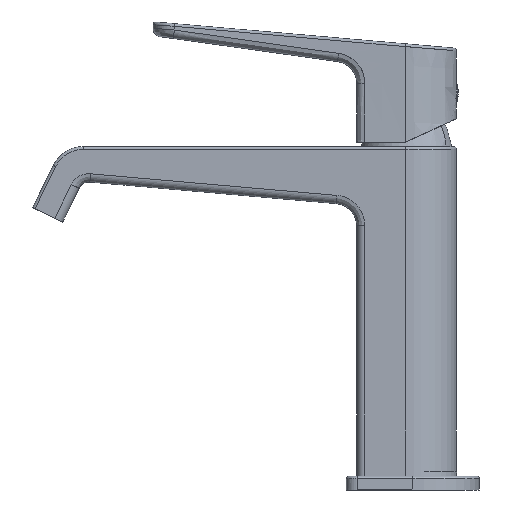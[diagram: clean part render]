
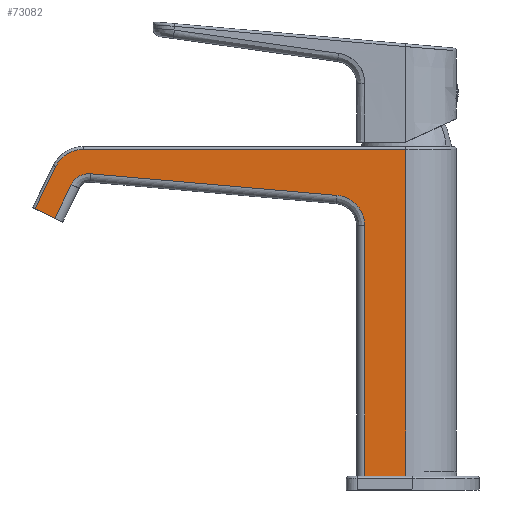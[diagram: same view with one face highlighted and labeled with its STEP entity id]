
A CAD part, left-side view. The second image highlights one B-rep face of the part: STEP entity #73082.
In plain terms, the highlighted planar face has unit normal (1, -0.018, 0).
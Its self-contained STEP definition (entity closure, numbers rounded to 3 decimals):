
#72941=CARTESIAN_POINT('Axis2P3D Location',(-39.769,-29.063,16.377)) ;
#72947=CARTESIAN_POINT('Control Point',(-37.429,105.039,125.556)) ;
#72948=CARTESIAN_POINT('Control Point',(-37.416,105.735,125.617)) ;
#72949=CARTESIAN_POINT('Control Point',(-37.404,106.439,125.591)) ;
#72950=CARTESIAN_POINT('Control Point',(-37.392,107.135,125.477)) ;
#72951=CARTESIAN_POINT('Control Point',(-37.368,108.527,125.065)) ;
#72952=CARTESIAN_POINT('Control Point',(-37.346,109.77,124.314)) ;
#72953=CARTESIAN_POINT('Control Point',(-37.336,110.355,123.845)) ;
#72954=CARTESIAN_POINT('Control Point',(-37.324,111.042,123.124)) ;
#72955=CARTESIAN_POINT('Control Point',(-37.314,111.588,122.3)) ;
#72956=CARTESIAN_POINT('Control Point',(-37.312,111.716,122.089)) ;
#72957=CARTESIAN_POINT('Control Point',(-37.31,111.833,121.872)) ;
#72958=CARTESIAN_POINT('Control Point',(-37.308,111.941,121.651)) ;
#72959=CARTESIAN_POINT('Vertex',(-37.429,105.039,125.556)) ;
#72961=CARTESIAN_POINT('Vertex',(-37.308,111.941,121.651)) ;
#72964=CARTESIAN_POINT('Line Origine',(-37.256,114.916,115.552)) ;
#72968=CARTESIAN_POINT('Vertex',(-37.204,117.891,109.453)) ;
#72971=CARTESIAN_POINT('Line Origine',(-37.142,121.472,111.199)) ;
#72975=CARTESIAN_POINT('Vertex',(-37.079,125.053,112.946)) ;
#72978=CARTESIAN_POINT('Line Origine',(-37.144,121.333,120.573)) ;
#72982=CARTESIAN_POINT('Vertex',(-37.209,117.613,128.199)) ;
#72986=CARTESIAN_POINT('Control Point',(-37.382,107.726,134.377)) ;
#72987=CARTESIAN_POINT('Control Point',(-37.376,108.071,134.377)) ;
#72988=CARTESIAN_POINT('Control Point',(-37.37,108.416,134.364)) ;
#72989=CARTESIAN_POINT('Control Point',(-37.364,108.76,134.337)) ;
#72990=CARTESIAN_POINT('Control Point',(-37.334,110.476,134.134)) ;
#72991=CARTESIAN_POINT('Control Point',(-37.305,112.14,133.597)) ;
#72992=CARTESIAN_POINT('Control Point',(-37.283,113.393,132.959)) ;
#72993=CARTESIAN_POINT('Control Point',(-37.253,115.122,131.7)) ;
#72994=CARTESIAN_POINT('Control Point',(-37.229,116.493,130.082)) ;
#72995=CARTESIAN_POINT('Control Point',(-37.221,116.919,129.485)) ;
#72996=CARTESIAN_POINT('Control Point',(-37.215,117.293,128.856)) ;
#72997=CARTESIAN_POINT('Control Point',(-37.209,117.613,128.199)) ;
#72998=CARTESIAN_POINT('Vertex',(-37.382,107.726,134.377)) ;
#73001=CARTESIAN_POINT('Line Origine',(-38.398,49.486,134.377)) ;
#73005=CARTESIAN_POINT('Vertex',(-39.415,-8.753,134.377)) ;
#73008=CARTESIAN_POINT('Line Origine',(-39.415,-8.753,77.377)) ;
#73012=CARTESIAN_POINT('Vertex',(-39.415,-8.753,20.377)) ;
#73015=CARTESIAN_POINT('Line Origine',(-39.415,-8.753,18.377)) ;
#73019=CARTESIAN_POINT('Vertex',(-39.415,-8.753,16.377)) ;
#73022=CARTESIAN_POINT('Line Origine',(-39.286,-1.382,16.377)) ;
#73026=CARTESIAN_POINT('Vertex',(-39.157,5.99,16.377)) ;
#73029=CARTESIAN_POINT('Line Origine',(-39.157,5.99,18.377)) ;
#73033=CARTESIAN_POINT('Vertex',(-39.157,5.99,20.377)) ;
#73036=CARTESIAN_POINT('Line Origine',(-39.157,5.99,63.594)) ;
#73040=CARTESIAN_POINT('Vertex',(-39.157,5.99,106.811)) ;
#73044=CARTESIAN_POINT('Control Point',(-39.157,5.99,106.811)) ;
#73045=CARTESIAN_POINT('Control Point',(-39.157,5.99,107.301)) ;
#73046=CARTESIAN_POINT('Control Point',(-39.157,6.017,107.791)) ;
#73047=CARTESIAN_POINT('Control Point',(-39.156,6.072,108.279)) ;
#73048=CARTESIAN_POINT('Control Point',(-39.152,6.307,109.676)) ;
#73049=CARTESIAN_POINT('Control Point',(-39.144,6.765,111.023)) ;
#73050=CARTESIAN_POINT('Control Point',(-39.137,7.156,111.869)) ;
#73051=CARTESIAN_POINT('Control Point',(-39.12,8.109,113.465)) ;
#73052=CARTESIAN_POINT('Control Point',(-39.098,9.374,114.829)) ;
#73053=CARTESIAN_POINT('Control Point',(-39.086,10.076,115.441)) ;
#73054=CARTESIAN_POINT('Control Point',(-39.06,11.598,116.51)) ;
#73055=CARTESIAN_POINT('Control Point',(-39.03,13.308,117.238)) ;
#73056=CARTESIAN_POINT('Control Point',(-39.014,14.198,117.511)) ;
#73057=CARTESIAN_POINT('Control Point',(-38.998,15.111,117.688)) ;
#73058=CARTESIAN_POINT('Control Point',(-38.982,16.031,117.769)) ;
#73059=CARTESIAN_POINT('Vertex',(-38.982,16.031,117.769)) ;
#73062=CARTESIAN_POINT('Line Origine',(-38.205,60.535,121.662)) ;
#72966=VECTOR('Line Direction',#72965,1.) ;
#72973=VECTOR('Line Direction',#72972,1.) ;
#72980=VECTOR('Line Direction',#72979,1.) ;
#73003=VECTOR('Line Direction',#73002,1.) ;
#73010=VECTOR('Line Direction',#73009,1.) ;
#73017=VECTOR('Line Direction',#73016,1.) ;
#73024=VECTOR('Line Direction',#73023,1.) ;
#73031=VECTOR('Line Direction',#73030,1.) ;
#73038=VECTOR('Line Direction',#73037,1.) ;
#73064=VECTOR('Line Direction',#73063,1.) ;
#72942=DIRECTION('Axis2P3D Direction',(1.,-0.017,0.)) ;
#72943=DIRECTION('Axis2P3D XDirection',(0.017,1.,0.)) ;
#72965=DIRECTION('Vector Direction',(-0.008,-0.438,0.899)) ;
#72972=DIRECTION('Vector Direction',(-0.016,-0.899,-0.438)) ;
#72979=DIRECTION('Vector Direction',(-0.008,-0.438,0.899)) ;
#73002=DIRECTION('Vector Direction',(-0.017,-1.,0.)) ;
#73009=DIRECTION('Vector Direction',(0.,0.,-1.)) ;
#73016=DIRECTION('Vector Direction',(0.,0.,1.)) ;
#73023=DIRECTION('Vector Direction',(-0.017,-1.,0.)) ;
#73030=DIRECTION('Vector Direction',(0.,0.,1.)) ;
#73037=DIRECTION('Vector Direction',(0.,0.,1.)) ;
#73063=DIRECTION('Vector Direction',(0.017,0.996,0.087)) ;
#72944=AXIS2_PLACEMENT_3D('Plane Axis2P3D',#72941,#72942,#72943) ;
#72967=LINE('Line',#72964,#72966) ;
#72974=LINE('Line',#72971,#72973) ;
#72981=LINE('Line',#72978,#72980) ;
#73004=LINE('Line',#73001,#73003) ;
#73011=LINE('Line',#73008,#73010) ;
#73018=LINE('Line',#73015,#73017) ;
#73025=LINE('Line',#73022,#73024) ;
#73032=LINE('Line',#73029,#73031) ;
#73039=LINE('Line',#73036,#73038) ;
#73065=LINE('Line',#73062,#73064) ;
#72945=PLANE('',#72944) ;
#72963=EDGE_CURVE('',#72960,#72962,#72946,.T.) ;
#72970=EDGE_CURVE('',#72962,#72969,#72967,.F.) ;
#72977=EDGE_CURVE('',#72969,#72976,#72974,.F.) ;
#72984=EDGE_CURVE('',#72976,#72983,#72981,.T.) ;
#73000=EDGE_CURVE('',#72983,#72999,#72985,.F.) ;
#73007=EDGE_CURVE('',#72999,#73006,#73004,.T.) ;
#73014=EDGE_CURVE('',#73006,#73013,#73011,.T.) ;
#73021=EDGE_CURVE('',#73013,#73020,#73018,.F.) ;
#73028=EDGE_CURVE('',#73020,#73027,#73025,.F.) ;
#73035=EDGE_CURVE('',#73027,#73034,#73032,.T.) ;
#73042=EDGE_CURVE('',#73034,#73041,#73039,.T.) ;
#73061=EDGE_CURVE('',#73041,#73060,#73043,.T.) ;
#73066=EDGE_CURVE('',#73060,#72960,#73065,.T.) ;
#73068=ORIENTED_EDGE('',*,*,#72963,.T.) ;
#73069=ORIENTED_EDGE('',*,*,#72970,.T.) ;
#73070=ORIENTED_EDGE('',*,*,#72977,.T.) ;
#73071=ORIENTED_EDGE('',*,*,#72984,.T.) ;
#73072=ORIENTED_EDGE('',*,*,#73000,.T.) ;
#73073=ORIENTED_EDGE('',*,*,#73007,.T.) ;
#73074=ORIENTED_EDGE('',*,*,#73014,.T.) ;
#73075=ORIENTED_EDGE('',*,*,#73021,.T.) ;
#73076=ORIENTED_EDGE('',*,*,#73028,.T.) ;
#73077=ORIENTED_EDGE('',*,*,#73035,.T.) ;
#73078=ORIENTED_EDGE('',*,*,#73042,.T.) ;
#73079=ORIENTED_EDGE('',*,*,#73061,.T.) ;
#73080=ORIENTED_EDGE('',*,*,#73066,.T.) ;
#73067=EDGE_LOOP('',(#73068,#73069,#73070,#73071,#73072,#73073,#73074,#73075,#73076,#73077,#73078,#73079,#73080)) ;
#72960=VERTEX_POINT('',#72959) ;
#72962=VERTEX_POINT('',#72961) ;
#72969=VERTEX_POINT('',#72968) ;
#72976=VERTEX_POINT('',#72975) ;
#72983=VERTEX_POINT('',#72982) ;
#72999=VERTEX_POINT('',#72998) ;
#73006=VERTEX_POINT('',#73005) ;
#73013=VERTEX_POINT('',#73012) ;
#73020=VERTEX_POINT('',#73019) ;
#73027=VERTEX_POINT('',#73026) ;
#73034=VERTEX_POINT('',#73033) ;
#73041=VERTEX_POINT('',#73040) ;
#73060=VERTEX_POINT('',#73059) ;
#73082=ADVANCED_FACE('Superficie.154',(#73081),#72945,.T.) ;
#72946=B_SPLINE_CURVE_WITH_KNOTS('',5,(#72947,#72948,#72949,#72950,#72951,#72952,#72953,#72954,#72955,#72956,#72957,#72958),.UNSPECIFIED.,.F.,.U.,(6,3,3,6),(20.476,24.499,28.77,30.187),.UNSPECIFIED.) ;
#72985=B_SPLINE_CURVE_WITH_KNOTS('',5,(#72986,#72987,#72988,#72989,#72990,#72991,#72992,#72993,#72994,#72995,#72996,#72997),.UNSPECIFIED.,.F.,.U.,(6,3,3,6),(42.054,44.604,54.837,60.24),.UNSPECIFIED.) ;
#73043=B_SPLINE_CURVE_WITH_KNOTS('',5,(#73044,#73045,#73046,#73047,#73048,#73049,#73050,#73051,#73052,#73053,#73054,#73055,#73056,#73057,#73058),.UNSPECIFIED.,.F.,.U.,(6,3,3,3,6),(32.645,35.675,41.393,47.111,52.826),.UNSPECIFIED.) ;
#73081=FACE_OUTER_BOUND('',#73067,.T.) ;
